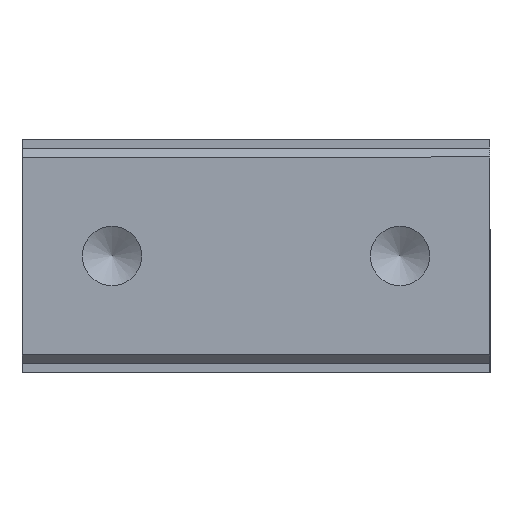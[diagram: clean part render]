
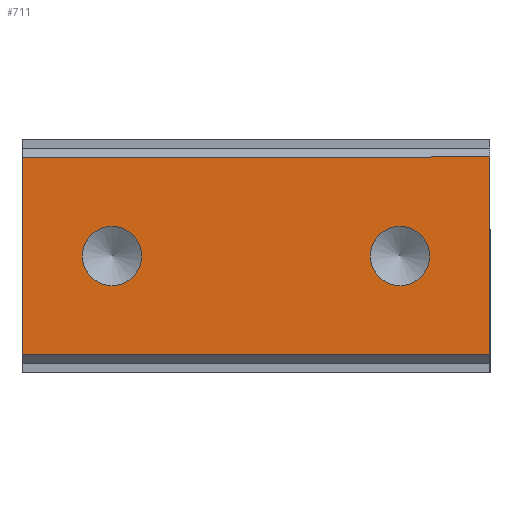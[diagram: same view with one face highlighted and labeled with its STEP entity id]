
A CAD part, front view. The second image highlights one B-rep face of the part: STEP entity #711.
In plain terms, the highlighted planar face has unit normal (0, -1, 0).
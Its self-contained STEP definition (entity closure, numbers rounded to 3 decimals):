
#4 = VERTEX_POINT ( 'NONE', #41 ) ;
#24 = VECTOR ( 'NONE', #601, 1000. ) ;
#26 = EDGE_CURVE ( 'NONE', #66, #60, #537, .T. ) ;
#41 = CARTESIAN_POINT ( 'NONE',  ( 13., -3., -5.5 ) ) ;
#53 = EDGE_LOOP ( 'NONE', ( #715 ) ) ;
#55 = DIRECTION ( 'NONE',  ( 0., 1., 0. ) ) ;
#60 = VERTEX_POINT ( 'NONE', #657 ) ;
#66 = VERTEX_POINT ( 'NONE', #724 ) ;
#75 = DIRECTION ( 'NONE',  ( 0., 0., -1. ) ) ;
#97 = DIRECTION ( 'NONE',  ( 1., 0., 0. ) ) ;
#119 = ORIENTED_EDGE ( 'NONE', *, *, #212, .T. ) ;
#120 = AXIS2_PLACEMENT_3D ( 'NONE', #712, #55, #806 ) ;
#121 = DIRECTION ( 'NONE',  ( 0., -1., 0. ) ) ;
#156 = EDGE_CURVE ( 'NONE', #66, #4, #621, .T. ) ;
#166 = EDGE_CURVE ( 'NONE', #300, #60, #616, .T. ) ;
#171 = ORIENTED_EDGE ( 'NONE', *, *, #267, .F. ) ;
#175 = CARTESIAN_POINT ( 'NONE',  ( -13., -3., 5.5 ) ) ;
#212 = EDGE_CURVE ( 'NONE', #300, #4, #331, .T. ) ;
#220 = CARTESIAN_POINT ( 'NONE',  ( 13., -3., -5.5 ) ) ;
#241 = DIRECTION ( 'NONE',  ( 0., 0., 1. ) ) ;
#243 = EDGE_LOOP ( 'NONE', ( #171 ) ) ;
#244 = CARTESIAN_POINT ( 'NONE',  ( 8., -3., 0. ) ) ;
#265 = VERTEX_POINT ( 'NONE', #308 ) ;
#267 = EDGE_CURVE ( 'NONE', #265, #265, #624, .T. ) ;
#271 = DIRECTION ( 'NONE',  ( 0., -1., 0. ) ) ;
#292 = PLANE ( 'NONE',  #120 ) ;
#300 = VERTEX_POINT ( 'NONE', #455 ) ;
#301 = ORIENTED_EDGE ( 'NONE', *, *, #156, .F. ) ;
#308 = CARTESIAN_POINT ( 'NONE',  ( -8., -3., -1.65 ) ) ;
#329 = CIRCLE ( 'NONE', #390, 1.65 ) ;
#331 = LINE ( 'NONE', #220, #593 ) ;
#379 = VECTOR ( 'NONE', #75, 1000. ) ;
#390 = AXIS2_PLACEMENT_3D ( 'NONE', #244, #121, #799 ) ;
#455 = CARTESIAN_POINT ( 'NONE',  ( -13., -3., -5.5 ) ) ;
#511 = CARTESIAN_POINT ( 'NONE',  ( 8., -3., -1.65 ) ) ;
#537 = LINE ( 'NONE', #175, #24 ) ;
#554 = FACE_BOUND ( 'NONE', #53, .T. ) ;
#558 = ORIENTED_EDGE ( 'NONE', *, *, #26, .T. ) ;
#593 = VECTOR ( 'NONE', #97, 1000. ) ;
#601 = DIRECTION ( 'NONE',  ( -1., 0., 0. ) ) ;
#616 = LINE ( 'NONE', #749, #687 ) ;
#617 = ORIENTED_EDGE ( 'NONE', *, *, #166, .F. ) ;
#621 = LINE ( 'NONE', #729, #379 ) ;
#624 = CIRCLE ( 'NONE', #718, 1.65 ) ;
#650 = EDGE_LOOP ( 'NONE', ( #301, #558, #617, #119 ) ) ;
#657 = CARTESIAN_POINT ( 'NONE',  ( -13., -3., 5.5 ) ) ;
#660 = FACE_OUTER_BOUND ( 'NONE', #650, .T. ) ;
#667 = FACE_BOUND ( 'NONE', #243, .T. ) ;
#687 = VECTOR ( 'NONE', #241, 1000. ) ;
#698 = EDGE_CURVE ( 'NONE', #758, #758, #329, .T. ) ;
#699 = CARTESIAN_POINT ( 'NONE',  ( -8., -3., 0. ) ) ;
#711 = ADVANCED_FACE ( 'NONE', ( #667, #554, #660 ), #292, .F. ) ;
#712 = CARTESIAN_POINT ( 'NONE',  ( 0., -3., 0. ) ) ;
#715 = ORIENTED_EDGE ( 'NONE', *, *, #698, .F. ) ;
#718 = AXIS2_PLACEMENT_3D ( 'NONE', #699, #271, #766 ) ;
#724 = CARTESIAN_POINT ( 'NONE',  ( 13., -3., 5.5 ) ) ;
#729 = CARTESIAN_POINT ( 'NONE',  ( 13., -3., -6.5 ) ) ;
#749 = CARTESIAN_POINT ( 'NONE',  ( -13., -3., -6.5 ) ) ;
#758 = VERTEX_POINT ( 'NONE', #511 ) ;
#766 = DIRECTION ( 'NONE',  ( 0., 0., -1. ) ) ;
#799 = DIRECTION ( 'NONE',  ( 0., 0., -1. ) ) ;
#806 = DIRECTION ( 'NONE',  ( 0., 0., 1. ) ) ;
